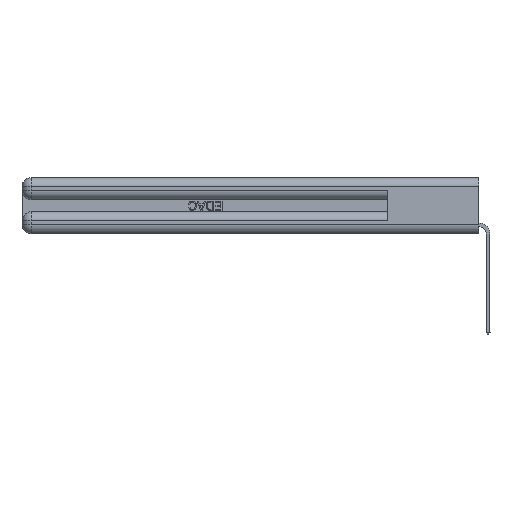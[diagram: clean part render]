
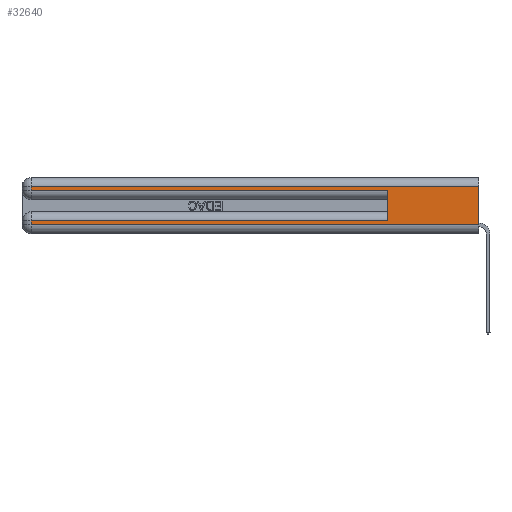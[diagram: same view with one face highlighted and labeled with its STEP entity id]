
A CAD part, left-side view. The second image highlights one B-rep face of the part: STEP entity #32640.
In plain terms, the highlighted planar face has unit normal (-1, 0, 0).
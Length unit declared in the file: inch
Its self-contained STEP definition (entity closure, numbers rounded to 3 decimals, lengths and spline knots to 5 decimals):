
#638 = VERTEX_POINT ( 'NONE', #6038 ) ;
#836 = ORIENTED_EDGE ( 'NONE', *, *, #8254, .F. ) ;
#1375 = ORIENTED_EDGE ( 'NONE', *, *, #7101, .T. ) ;
#2244 = LINE ( 'NONE', #4885, #4493 ) ;
#2788 = CARTESIAN_POINT ( 'NONE',  ( 0., 0., 0.37 ) ) ;
#3463 = DIRECTION ( 'NONE',  ( 0., 0., -1. ) ) ;
#3514 = VERTEX_POINT ( 'NONE', #30686 ) ;
#3618 = VECTOR ( 'NONE', #31854, 39.37008 ) ;
#3730 = DIRECTION ( 'NONE',  ( 0., 1., 0. ) ) ;
#3796 = CARTESIAN_POINT ( 'NONE',  ( 0., 2.94, 0.06 ) ) ;
#4202 = VERTEX_POINT ( 'NONE', #26818 ) ;
#4389 = CARTESIAN_POINT ( 'NONE',  ( 0., 0., 0.31 ) ) ;
#4493 = VECTOR ( 'NONE', #14994, 39.37008 ) ;
#4885 = CARTESIAN_POINT ( 'NONE',  ( 0., 0.6, 0.145 ) ) ;
#4903 = VERTEX_POINT ( 'NONE', #10521 ) ;
#5252 = FACE_OUTER_BOUND ( 'NONE', #29727, .T. ) ;
#5260 = DIRECTION ( 'NONE',  ( 0., -1., 0. ) ) ;
#6038 = CARTESIAN_POINT ( 'NONE',  ( 0., 2.94, 0.085 ) ) ;
#6277 = ORIENTED_EDGE ( 'NONE', *, *, #15504, .T. ) ;
#6801 = ORIENTED_EDGE ( 'NONE', *, *, #27839, .T. ) ;
#6925 = VECTOR ( 'NONE', #3463, 39.37008 ) ;
#6948 = VECTOR ( 'NONE', #16161, 39.37008 ) ;
#6999 = LINE ( 'NONE', #22240, #16395 ) ;
#7101 = EDGE_CURVE ( 'NONE', #638, #11928, #19223, .T. ) ;
#7389 = EDGE_CURVE ( 'NONE', #21896, #4903, #11005, .T. ) ;
#7754 = LINE ( 'NONE', #10086, #19138 ) ;
#7901 = PLANE ( 'NONE',  #20349 ) ;
#8254 = EDGE_CURVE ( 'NONE', #20087, #4903, #2244, .T. ) ;
#8626 = EDGE_CURVE ( 'NONE', #4202, #15352, #14458, .T. ) ;
#10086 = CARTESIAN_POINT ( 'NONE',  ( 0., 0., 0.06 ) ) ;
#10521 = CARTESIAN_POINT ( 'NONE',  ( 0., 0.6, 0.285 ) ) ;
#10580 = ORIENTED_EDGE ( 'NONE', *, *, #8626, .F. ) ;
#10734 = EDGE_CURVE ( 'NONE', #11928, #15352, #7754, .T. ) ;
#11005 = LINE ( 'NONE', #25935, #6948 ) ;
#11928 = VERTEX_POINT ( 'NONE', #3796 ) ;
#12096 = ORIENTED_EDGE ( 'NONE', *, *, #7389, .T. ) ;
#12108 = ORIENTED_EDGE ( 'NONE', *, *, #10734, .T. ) ;
#14311 = EDGE_CURVE ( 'NONE', #4202, #3514, #27101, .T. ) ;
#14458 = LINE ( 'NONE', #24564, #3618 ) ;
#14994 = DIRECTION ( 'NONE',  ( 0., 0., 1. ) ) ;
#15352 = VERTEX_POINT ( 'NONE', #22546 ) ;
#15504 = EDGE_CURVE ( 'NONE', #20087, #638, #18843, .T. ) ;
#16161 = DIRECTION ( 'NONE',  ( 0., -1., 0. ) ) ;
#16395 = VECTOR ( 'NONE', #25238, 39.37008 ) ;
#18034 = DIRECTION ( 'NONE',  ( 1., 0., 0. ) ) ;
#18843 = LINE ( 'NONE', #23944, #28750 ) ;
#19138 = VECTOR ( 'NONE', #5260, 39.37008 ) ;
#19223 = LINE ( 'NONE', #31622, #6925 ) ;
#19549 = CARTESIAN_POINT ( 'NONE',  ( 0., 0.6, 0.085 ) ) ;
#20087 = VERTEX_POINT ( 'NONE', #19549 ) ;
#20349 = AXIS2_PLACEMENT_3D ( 'NONE', #2788, #18034, #21269 ) ;
#21269 = DIRECTION ( 'NONE',  ( 0., 0., -1. ) ) ;
#21663 = CARTESIAN_POINT ( 'NONE',  ( 0., 2.94, 0.285 ) ) ;
#21896 = VERTEX_POINT ( 'NONE', #21663 ) ;
#22240 = CARTESIAN_POINT ( 'NONE',  ( 0., 2.94, 0.37 ) ) ;
#22546 = CARTESIAN_POINT ( 'NONE',  ( 0., 0., 0.06 ) ) ;
#23944 = CARTESIAN_POINT ( 'NONE',  ( 0., 0., 0.085 ) ) ;
#24564 = CARTESIAN_POINT ( 'NONE',  ( 0., 0., 0.37 ) ) ;
#25041 = VECTOR ( 'NONE', #32572, 39.37008 ) ;
#25238 = DIRECTION ( 'NONE',  ( 0., 0., -1. ) ) ;
#25935 = CARTESIAN_POINT ( 'NONE',  ( 0., 0., 0.285 ) ) ;
#26818 = CARTESIAN_POINT ( 'NONE',  ( 0., 0., 0.31 ) ) ;
#27101 = LINE ( 'NONE', #4389, #25041 ) ;
#27839 = EDGE_CURVE ( 'NONE', #3514, #21896, #6999, .T. ) ;
#28750 = VECTOR ( 'NONE', #3730, 39.37008 ) ;
#29727 = EDGE_LOOP ( 'NONE', ( #10580, #30188, #6801, #12096, #836, #6277, #1375, #12108 ) ) ;
#30188 = ORIENTED_EDGE ( 'NONE', *, *, #14311, .T. ) ;
#30686 = CARTESIAN_POINT ( 'NONE',  ( 0., 2.94, 0.31 ) ) ;
#31622 = CARTESIAN_POINT ( 'NONE',  ( 0., 2.94, 0.37 ) ) ;
#31854 = DIRECTION ( 'NONE',  ( 0., 0., -1. ) ) ;
#32572 = DIRECTION ( 'NONE',  ( 0., 1., 0. ) ) ;
#32640 = ADVANCED_FACE ( 'NONE', ( #5252 ), #7901, .F. ) ;
